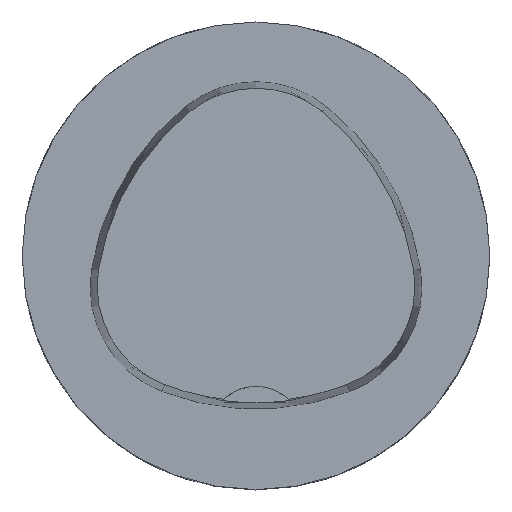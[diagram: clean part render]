
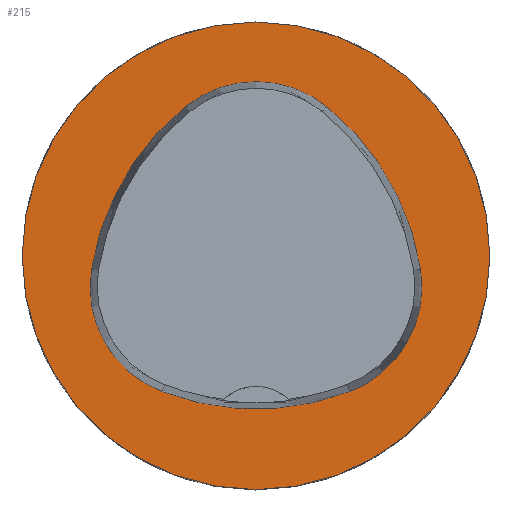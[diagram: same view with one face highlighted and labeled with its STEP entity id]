
A CAD part, top view. The second image highlights one B-rep face of the part: STEP entity #215.
In plain terms, the highlighted planar face has unit normal (0, 0, 1).
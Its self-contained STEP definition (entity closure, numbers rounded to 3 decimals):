
#215=ADVANCED_FACE('',(#421,#422),#258,.T.);
#258=PLANE('',#1206);
#421=FACE_BOUND('',#467,.T.);
#422=FACE_BOUND('',#468,.T.);
#467=EDGE_LOOP('',(#664,#665,#666,#667,#668,#669));
#468=EDGE_LOOP('',(#670));
#664=ORIENTED_EDGE('',*,*,#976,.T.);
#665=ORIENTED_EDGE('',*,*,#956,.T.);
#666=ORIENTED_EDGE('',*,*,#960,.T.);
#667=ORIENTED_EDGE('',*,*,#963,.T.);
#668=ORIENTED_EDGE('',*,*,#966,.T.);
#669=ORIENTED_EDGE('',*,*,#974,.T.);
#670=ORIENTED_EDGE('',*,*,#947,.F.);
#836=VERTEX_POINT('',#1840);
#845=VERTEX_POINT('',#1859);
#846=VERTEX_POINT('',#1860);
#849=VERTEX_POINT('',#1868);
#851=VERTEX_POINT('',#1874);
#853=VERTEX_POINT('',#1880);
#860=VERTEX_POINT('',#1901);
#947=EDGE_CURVE('',#836,#836,#1025,.T.);
#956=EDGE_CURVE('',#845,#846,#1026,.T.);
#960=EDGE_CURVE('',#846,#849,#1028,.T.);
#963=EDGE_CURVE('',#849,#851,#1030,.T.);
#966=EDGE_CURVE('',#851,#853,#1032,.T.);
#974=EDGE_CURVE('',#853,#860,#1036,.T.);
#976=EDGE_CURVE('',#860,#845,#1038,.T.);
#1025=CIRCLE('',#1178,25.);
#1026=CIRCLE('',#1184,28.);
#1028=CIRCLE('',#1187,12.);
#1030=CIRCLE('',#1190,28.);
#1032=CIRCLE('',#1193,12.);
#1036=CIRCLE('',#1198,28.);
#1038=CIRCLE('',#1201,12.);
#1178=AXIS2_PLACEMENT_3D('',#1839,#1395,#1396);
#1184=AXIS2_PLACEMENT_3D('',#1858,#1411,#1412);
#1187=AXIS2_PLACEMENT_3D('',#1867,#1419,#1420);
#1190=AXIS2_PLACEMENT_3D('',#1873,#1426,#1427);
#1193=AXIS2_PLACEMENT_3D('',#1879,#1433,#1434);
#1198=AXIS2_PLACEMENT_3D('',#1902,#1445,#1446);
#1201=AXIS2_PLACEMENT_3D('',#1905,#1451,#1452);
#1206=AXIS2_PLACEMENT_3D('',#1910,#1461,#1462);
#1395=DIRECTION('',(0.,0.,-1.));
#1396=DIRECTION('',(-1.,0.,0.));
#1411=DIRECTION('',(0.,0.,-1.));
#1412=DIRECTION('',(-1.,0.,0.));
#1419=DIRECTION('',(0.,0.,-1.));
#1420=DIRECTION('',(-1.,0.,0.));
#1426=DIRECTION('',(0.,0.,-1.));
#1427=DIRECTION('',(-1.,0.,0.));
#1433=DIRECTION('',(0.,0.,-1.));
#1434=DIRECTION('',(-1.,0.,0.));
#1445=DIRECTION('',(0.,0.,-1.));
#1446=DIRECTION('',(-1.,0.,0.));
#1451=DIRECTION('',(0.,0.,-1.));
#1452=DIRECTION('',(-1.,0.,0.));
#1461=DIRECTION('',(0.,0.,1.));
#1462=DIRECTION('',(1.,0.,0.));
#1839=CARTESIAN_POINT('',(0.,0.,
0.));
#1840=CARTESIAN_POINT('',(-25.,0.,0.));
#1858=CARTESIAN_POINT('',(10.068,-5.824,0.));
#1859=CARTESIAN_POINT('',(-17.584,-1.424,0.));
#1860=CARTESIAN_POINT('',(-7.531,15.953,0.));
#1867=CARTESIAN_POINT('',(0.011,6.62,0.));
#1868=CARTESIAN_POINT('',(7.567,15.942,0.));
#1873=CARTESIAN_POINT('',(-10.063,-5.81,0.));
#1874=CARTESIAN_POINT('',(17.59,-1.418,0.));
#1879=CARTESIAN_POINT('',(5.739,-3.3,0.));
#1880=CARTESIAN_POINT('',(10.05,-14.499,0.));
#1901=CARTESIAN_POINT('',(-10.025,-14.516,0.));
#1902=CARTESIAN_POINT('',(-0.01,11.631,0.));
#1905=CARTESIAN_POINT('',(-5.733,-3.31,0.));
#1910=CARTESIAN_POINT('',(0.,0.,
0.));
